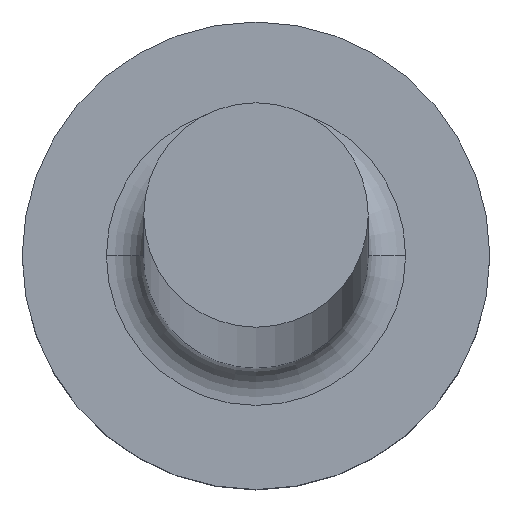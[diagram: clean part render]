
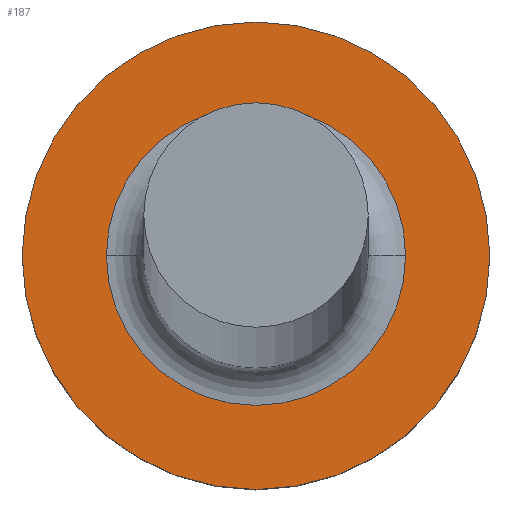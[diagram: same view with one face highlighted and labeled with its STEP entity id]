
A CAD part, top view. The second image highlights one B-rep face of the part: STEP entity #187.
In plain terms, the highlighted planar face has unit normal (0, 0, 1).
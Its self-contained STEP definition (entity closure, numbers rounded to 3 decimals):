
#7 = EDGE_CURVE ( 'NONE', #40, #296, #47, .T. ) ;
#15 = DIRECTION ( 'NONE',  ( 0., 0., 1. ) ) ;
#36 = ORIENTED_EDGE ( 'NONE', *, *, #106, .T. ) ;
#40 = VERTEX_POINT ( 'NONE', #224 ) ;
#47 = CIRCLE ( 'NONE', #264, 0.8 ) ;
#55 = EDGE_CURVE ( 'NONE', #185, #295, #164, .T. ) ;
#70 = EDGE_LOOP ( 'NONE', ( #243, #36 ) ) ;
#79 = DIRECTION ( 'NONE',  ( 0., 0., 1. ) ) ;
#89 = CARTESIAN_POINT ( 'NONE',  ( 0., 0., 1.2 ) ) ;
#91 = CARTESIAN_POINT ( 'NONE',  ( -1.25, 0., 1.2 ) ) ;
#106 = EDGE_CURVE ( 'NONE', #295, #185, #143, .T. ) ;
#107 = DIRECTION ( 'NONE',  ( 1., 0., 0. ) ) ;
#108 = AXIS2_PLACEMENT_3D ( 'NONE', #156, #15, #134 ) ;
#109 = DIRECTION ( 'NONE',  ( 0., 0., -1. ) ) ;
#134 = DIRECTION ( 'NONE',  ( 1., 0., 0. ) ) ;
#136 = DIRECTION ( 'NONE',  ( 1., 0., 0. ) ) ;
#143 = CIRCLE ( 'NONE', #222, 1.25 ) ;
#145 = CARTESIAN_POINT ( 'NONE',  ( 0., 0., 1.2 ) ) ;
#156 = CARTESIAN_POINT ( 'NONE',  ( 0., 0., 1.2 ) ) ;
#164 = CIRCLE ( 'NONE', #108, 1.25 ) ;
#184 = DIRECTION ( 'NONE',  ( 1., 0., 0. ) ) ;
#185 = VERTEX_POINT ( 'NONE', #91 ) ;
#187 = ADVANCED_FACE ( 'NONE', ( #303, #247 ), #226, .T. ) ;
#208 = DIRECTION ( 'NONE',  ( 1., 0., 0. ) ) ;
#211 = CARTESIAN_POINT ( 'NONE',  ( 1.25, 0., 1.2 ) ) ;
#221 = CARTESIAN_POINT ( 'NONE',  ( 0., 0., 1.2 ) ) ;
#222 = AXIS2_PLACEMENT_3D ( 'NONE', #145, #250, #107 ) ;
#224 = CARTESIAN_POINT ( 'NONE',  ( 0.8, 0., 1.2 ) ) ;
#225 = EDGE_LOOP ( 'NONE', ( #277, #252 ) ) ;
#226 = PLANE ( 'NONE',  #289 ) ;
#243 = ORIENTED_EDGE ( 'NONE', *, *, #55, .T. ) ;
#247 = FACE_OUTER_BOUND ( 'NONE', #70, .T. ) ;
#250 = DIRECTION ( 'NONE',  ( 0., 0., 1. ) ) ;
#252 = ORIENTED_EDGE ( 'NONE', *, *, #260, .T. ) ;
#253 = CIRCLE ( 'NONE', #288, 0.8 ) ;
#255 = DIRECTION ( 'NONE',  ( 0., 0., -1. ) ) ;
#260 = EDGE_CURVE ( 'NONE', #296, #40, #253, .T. ) ;
#264 = AXIS2_PLACEMENT_3D ( 'NONE', #221, #109, #208 ) ;
#277 = ORIENTED_EDGE ( 'NONE', *, *, #7, .T. ) ;
#286 = CARTESIAN_POINT ( 'NONE',  ( -0.8, 0., 1.2 ) ) ;
#288 = AXIS2_PLACEMENT_3D ( 'NONE', #306, #255, #136 ) ;
#289 = AXIS2_PLACEMENT_3D ( 'NONE', #89, #79, #184 ) ;
#295 = VERTEX_POINT ( 'NONE', #211 ) ;
#296 = VERTEX_POINT ( 'NONE', #286 ) ;
#303 = FACE_BOUND ( 'NONE', #225, .T. ) ;
#306 = CARTESIAN_POINT ( 'NONE',  ( 0., 0., 1.2 ) ) ;
